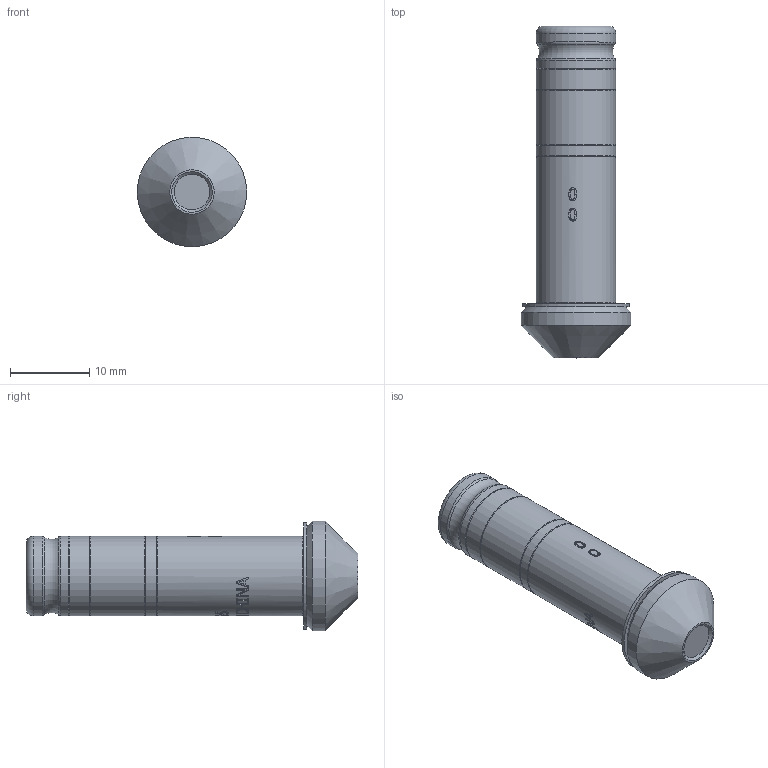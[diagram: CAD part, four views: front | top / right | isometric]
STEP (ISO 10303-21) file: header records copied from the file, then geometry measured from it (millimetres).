
FILE_DESCRIPTION((''),'2;1');
FILE_NAME('WEB068-9005.step','2016-01-25T15:19:19',(''),(''),'Autodesk Inventor 2012','Autodesk Inventor 2012','');
FILE_SCHEMA(('AUTOMOTIVE_DESIGN { 1 2 10303 214 0 1 1 1 }'));
Length unit declared in the file: millimetre
Products named in the file (1): WEB068-9005
Bounding box: 13.79 x 41.85 x 13.79 mm (x, y, z)
Volume: 3429 mm3; surface area: 1632.5 mm2
Topology: 1 solids, 1 shells, 283 faces, 752 edges, 498 vertices
Faces by surface type: plane 129, bspline 104, cylinder 34, cone 11, torus 5
Full cylindrical faces by diameter (mm): 1.3 x1, 6 x1, 10.02 x6, 13.5 x1, 13.8 x1
Entity records: 33187 total; most frequent: CARTESIAN_POINT 27161, ORIENTED_EDGE 1420, DIRECTION 851, EDGE_CURVE 710, VERTEX_POINT 484, EDGE_LOOP 338, B_SPLINE_CURVE_WITH_KNOTS 323, AXIS2_PLACEMENT_3D 284
